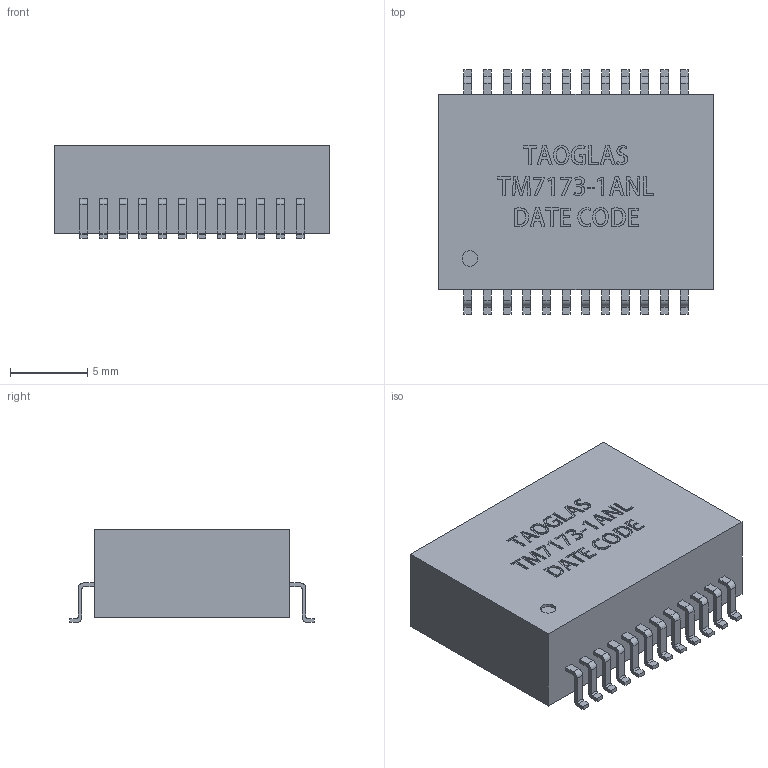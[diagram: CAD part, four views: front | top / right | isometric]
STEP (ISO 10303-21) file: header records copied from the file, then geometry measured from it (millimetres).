
FILE_DESCRIPTION (( 'STEP AP214' ), '1' );
FILE_NAME ('TM7173-1ANL.STEP', '2024-01-10T01:28:14', ( 'Windows 蚚誧' ), ( 'Microsoft' ), 'SwSTEP 2.0', 'SolidWorks 2020', '' );
FILE_SCHEMA (( 'AUTOMOTIVE_DESIGN' ));
Length unit declared in the file: millimetre
Products named in the file (1): TM7173-1ANL
Bounding box: 17.7 x 15.8 x 6 mm (x, y, z)
Volume: 1281.4 mm3; surface area: 940.4 mm2
Topology: 1 solids, 1 shells, 645 faces, 1752 edges, 1168 vertices
Faces by surface type: plane 455, cylinder 98, bspline 92
Entity records: 24532 total; most frequent: CARTESIAN_POINT 8626, ORIENTED_EDGE 3504, DIRECTION 2872, EDGE_CURVE 1752, VECTOR 1372, LINE 1372, VERTEX_POINT 1168, AXIS2_PLACEMENT_3D 750
